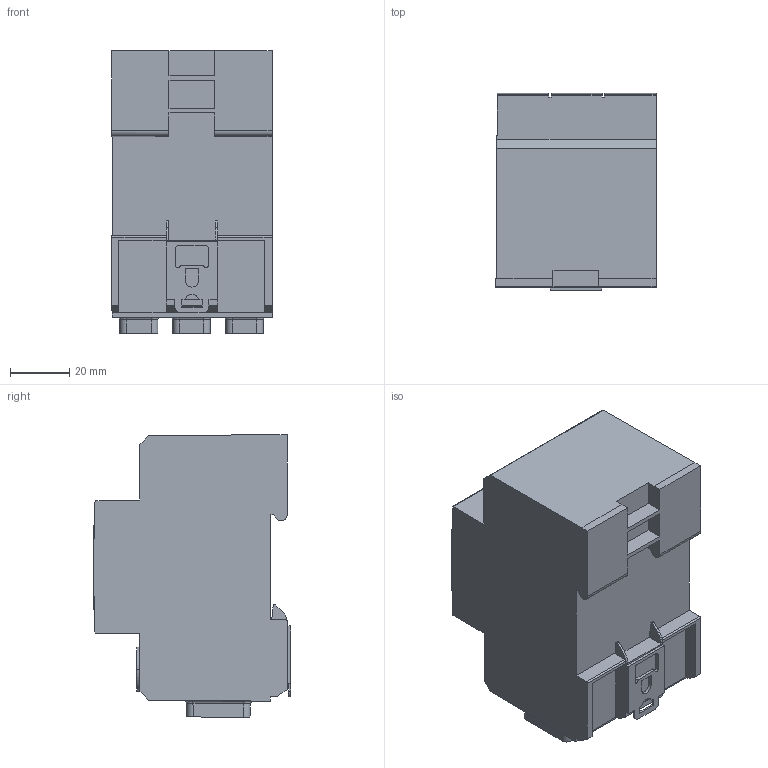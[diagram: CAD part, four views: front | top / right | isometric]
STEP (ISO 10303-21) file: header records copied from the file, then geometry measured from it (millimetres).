
FILE_DESCRIPTION((''),'2;1');
FILE_NAME('PROTEC_PV_L_PVG_3P0_R','2021-02-15T14:41:07',('sebastjan.kamensek'),('Audax d.o.o.'),'CREO PARAMETRIC BY PTC INC, 2020281','CREO PARAMETRIC BY PTC INC, 2020281','');
FILE_SCHEMA(('AP242_MANAGED_MODEL_BASED_3D_ENGINEERING_MIM_LF { 1 0 10303 442 1 1 4 }'));
Length unit declared in the file: millimetre
Products named in the file (1): PROTEC_PV_L_PVG_3P0_R
Bounding box: 54.09 x 66.73 x 95.5 mm (x, y, z)
Volume: 260383 mm3; surface area: 31880.8 mm2
Topology: 1 solids, 1 shells, 283 faces, 766 edges, 505 vertices
Faces by surface type: plane 174, cylinder 97, bspline 12
Entity records: 10073 total; most frequent: CARTESIAN_POINT 2506, ORIENTED_EDGE 1532, DIRECTION 1444, EDGE_CURVE 766, VECTOR 542, LINE 542, VERTEX_POINT 505, AXIS2_PLACEMENT_3D 451
